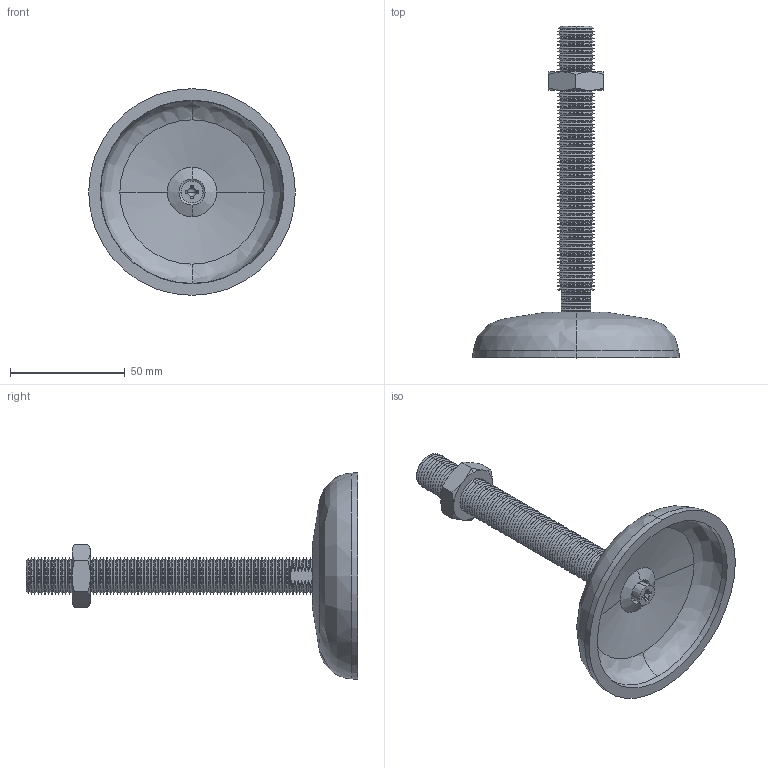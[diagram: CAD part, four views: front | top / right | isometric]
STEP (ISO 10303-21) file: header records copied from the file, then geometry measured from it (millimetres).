
FILE_DESCRIPTION (( 'STEP AP203' ), '1' );
FILE_NAME ('A113914 Pivot eco feet steel 90 - M16 x 145.STEP', '2018-09-27T20:19:51', ( '' ), ( '' ), 'SwSTEP 2.0', 'SolidWorks 2015', '' );
FILE_SCHEMA (( 'CONFIG_CONTROL_DESIGN' ));
Length unit declared in the file: inch
Products named in the file (2): A113914 Pivot eco feet steel 90 - M16 x 145
Bounding box: 90 x 144.5 x 90 mm (x, y, z)
Volume: 64620.1 mm3; surface area: 30999 mm2
Topology: 3 solids, 3 shells, 590 faces, 1525 edges, 937 vertices
Faces by surface type: cone 379, cylinder 170, plane 27, bspline 14
Entity records: 18584 total; most frequent: CARTESIAN_POINT 3586, DIRECTION 3459, ORIENTED_EDGE 3042, EDGE_CURVE 1521, AXIS2_PLACEMENT_3D 1450, VERTEX_POINT 937, CIRCLE 872, EDGE_LOOP 594
